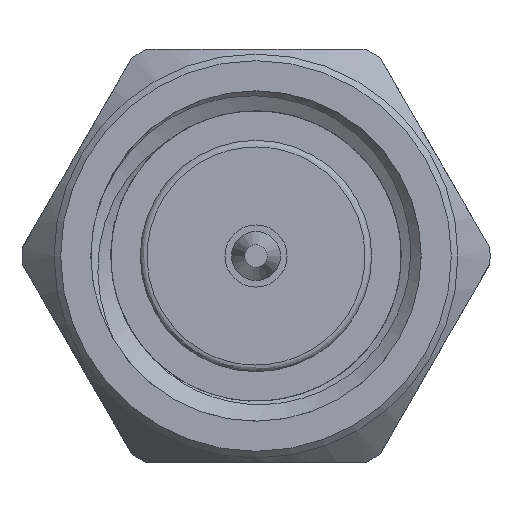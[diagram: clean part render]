
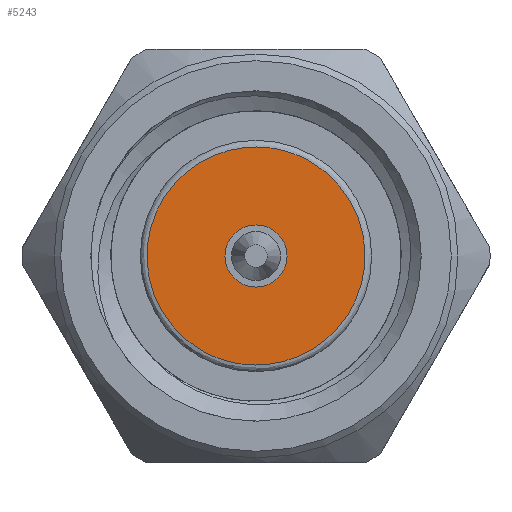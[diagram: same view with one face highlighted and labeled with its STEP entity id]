
A CAD part, left-side view. The second image highlights one B-rep face of the part: STEP entity #5243.
In plain terms, the highlighted planar face has unit normal (-1, 0, 0).
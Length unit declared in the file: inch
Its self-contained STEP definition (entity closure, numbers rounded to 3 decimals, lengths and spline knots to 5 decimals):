
#242 = CARTESIAN_POINT ( 'NONE',  ( 0.1, -0.04125, 0.07145 ) ) ;
#315 = CARTESIAN_POINT ( 'NONE',  ( 0.1, 0.04125, -0.07145 ) ) ;
#329 = FACE_BOUND ( 'NONE', #4086, .T. ) ;
#375 = CARTESIAN_POINT ( 'NONE',  ( 0.1, 0., 0. ) ) ;
#450 = ORIENTED_EDGE ( 'NONE', *, *, #3103, .F. ) ;
#708 = CARTESIAN_POINT ( 'NONE',  ( 0.1, -0.18414, -0.01105 ) ) ;
#733 = CARTESIAN_POINT ( 'NONE',  ( 0.1, 0., 0. ) ) ;
#736 = CARTESIAN_POINT ( 'NONE',  ( 0.1, 0.10164, 0.15395 ) ) ;
#888 = VERTEX_POINT ( 'NONE', #4350 ) ;
#1016 = ORIENTED_EDGE ( 'NONE', *, *, #2039, .F. ) ;
#1164 = CARTESIAN_POINT ( 'NONE',  ( 0.1, -0.04125, 0.07145 ) ) ;
#1620 = CARTESIAN_POINT ( 'NONE',  ( 0.1, 0.04125, -0.07145 ) ) ;
#1768 =( BOUNDED_CURVE ( )  B_SPLINE_CURVE ( 3, ( #1620, #5449, #736, #3702 ),
 .UNSPECIFIED., .F., .T. ) 
 B_SPLINE_CURVE_WITH_KNOTS ( ( 4, 4 ),
 ( 0., 1. ),
 .UNSPECIFIED. ) 
 CURVE ( )  GEOMETRIC_REPRESENTATION_ITEM ( )  RATIONAL_B_SPLINE_CURVE ( ( 1., 0.333, 0.333, 1. ) ) 
 REPRESENTATION_ITEM ( '' )  );
#1794 = AXIS2_PLACEMENT_3D ( 'NONE', #733, #2451, #4140 ) ;
#1989 = CARTESIAN_POINT ( 'NONE',  ( 0.1, 0.04125, -0.07145 ) ) ;
#2039 = EDGE_CURVE ( 'NONE', #4286, #3697, #5208, .T. ) ;
#2451 = DIRECTION ( 'NONE',  ( 1., 0., 0. ) ) ;
#2526 = DIRECTION ( 'NONE',  ( 0., 0.5, -0.866 ) ) ;
#2836 = EDGE_CURVE ( 'NONE', #3697, #4286, #1768, .T. ) ;
#2867 = PLANE ( 'NONE',  #1794 ) ;
#2869 = CARTESIAN_POINT ( 'NONE',  ( 0.1, -0.10164, -0.15395 ) ) ;
#3103 = EDGE_CURVE ( 'NONE', #888, #888, #3900, .T. ) ;
#3697 = VERTEX_POINT ( 'NONE', #315 ) ;
#3702 = CARTESIAN_POINT ( 'NONE',  ( 0.1, -0.04125, 0.07145 ) ) ;
#3900 = CIRCLE ( 'NONE', #4077, 0.0235 ) ;
#4077 = AXIS2_PLACEMENT_3D ( 'NONE', #375, #5466, #2526 ) ;
#4086 = EDGE_LOOP ( 'NONE', ( #450 ) ) ;
#4140 = DIRECTION ( 'NONE',  ( 0., 0.5, -0.866 ) ) ;
#4286 = VERTEX_POINT ( 'NONE', #242 ) ;
#4350 = CARTESIAN_POINT ( 'NONE',  ( 0.1, 0.01175, -0.02035 ) ) ;
#4557 = FACE_OUTER_BOUND ( 'NONE', #5296, .T. ) ;
#4561 = ORIENTED_EDGE ( 'NONE', *, *, #2836, .F. ) ;
#5208 =( BOUNDED_CURVE ( )  B_SPLINE_CURVE ( 3, ( #1164, #708, #2869, #1989 ),
 .UNSPECIFIED., .F., .T. ) 
 B_SPLINE_CURVE_WITH_KNOTS ( ( 4, 4 ),
 ( 0., 1. ),
 .UNSPECIFIED. ) 
 CURVE ( )  GEOMETRIC_REPRESENTATION_ITEM ( )  RATIONAL_B_SPLINE_CURVE ( ( 1., 0.333, 0.333, 1. ) ) 
 REPRESENTATION_ITEM ( '' )  );
#5243 = ADVANCED_FACE ( 'NONE', ( #329, #4557 ), #2867, .F. ) ;
#5296 = EDGE_LOOP ( 'NONE', ( #4561, #1016 ) ) ;
#5449 = CARTESIAN_POINT ( 'NONE',  ( 0.1, 0.18414, 0.01105 ) ) ;
#5466 = DIRECTION ( 'NONE',  ( -1., 0., 0. ) ) ;
